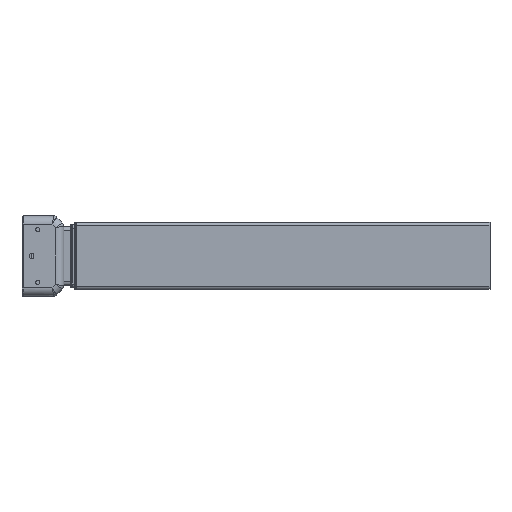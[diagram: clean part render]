
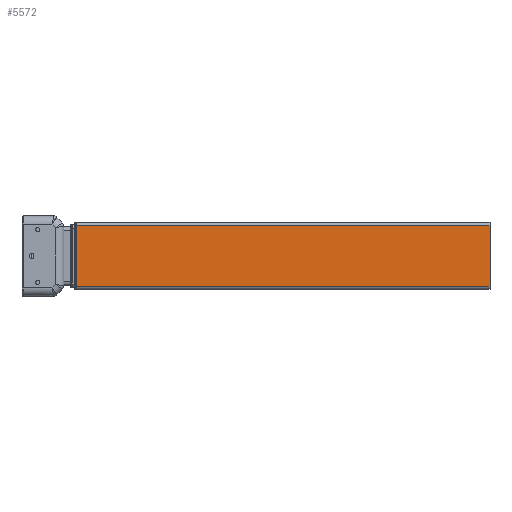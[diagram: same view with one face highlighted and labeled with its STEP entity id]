
A CAD part, left-side view. The second image highlights one B-rep face of the part: STEP entity #5572.
In plain terms, the highlighted face is planar.
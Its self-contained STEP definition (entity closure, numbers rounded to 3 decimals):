
#3079=PLANE('',#51230);
#5572=ADVANCED_FACE('',(#8573),#3079,.F.);
#8573=FACE_OUTER_BOUND('',#11474,.T.);
#11474=EDGE_LOOP('',(#32907,#32908,#32909,#32910));
#16006=LINE('',#82681,#20965);
#16013=LINE('',#82709,#20972);
#16021=LINE('',#82736,#20980);
#16023=LINE('',#82741,#20982);
#20965=VECTOR('',#62185,1.);
#20972=VECTOR('',#62210,1.);
#20980=VECTOR('',#62234,1.);
#20982=VECTOR('',#62242,1.);
#32907=ORIENTED_EDGE('',*,*,#45411,.F.);
#32908=ORIENTED_EDGE('',*,*,#45395,.F.);
#32909=ORIENTED_EDGE('',*,*,#45409,.F.);
#32910=ORIENTED_EDGE('',*,*,#45381,.T.);
#39054=VERTEX_POINT('',#82680);
#39055=VERTEX_POINT('',#82682);
#39066=VERTEX_POINT('',#82708);
#39067=VERTEX_POINT('',#82710);
#45381=EDGE_CURVE('',#39055,#39054,#16006,.T.);
#45395=EDGE_CURVE('',#39066,#39067,#16013,.T.);
#45409=EDGE_CURVE('',#39055,#39066,#16021,.T.);
#45411=EDGE_CURVE('',#39067,#39054,#16023,.T.);
#51230=AXIS2_PLACEMENT_3D('',#82743,#62245,#62246);
#62185=DIRECTION('',(-0.007,0.,1.));
#62210=DIRECTION('',(-0.007,0.,1.));
#62234=DIRECTION('',(0.,-1.,0.));
#62242=DIRECTION('',(0.,1.,0.));
#62245=DIRECTION('',(-1.,0.,-0.007));
#62246=DIRECTION('',(-0.007,0.,1.));
#82680=CARTESIAN_POINT('',(25.,495.,36.028));
#82681=CARTESIAN_POINT('',(25.508,495.,-35.97));
#82682=CARTESIAN_POINT('',(25.508,495.,-35.97));
#82708=CARTESIAN_POINT('',(25.508,0.,-35.97));
#82709=CARTESIAN_POINT('',(25.508,0.,-35.97));
#82710=CARTESIAN_POINT('',(25.,0.,36.028));
#82736=CARTESIAN_POINT('',(25.508,0.,-35.97));
#82741=CARTESIAN_POINT('',(25.,0.,36.028));
#82743=CARTESIAN_POINT('',(25.,0.,36.028));
